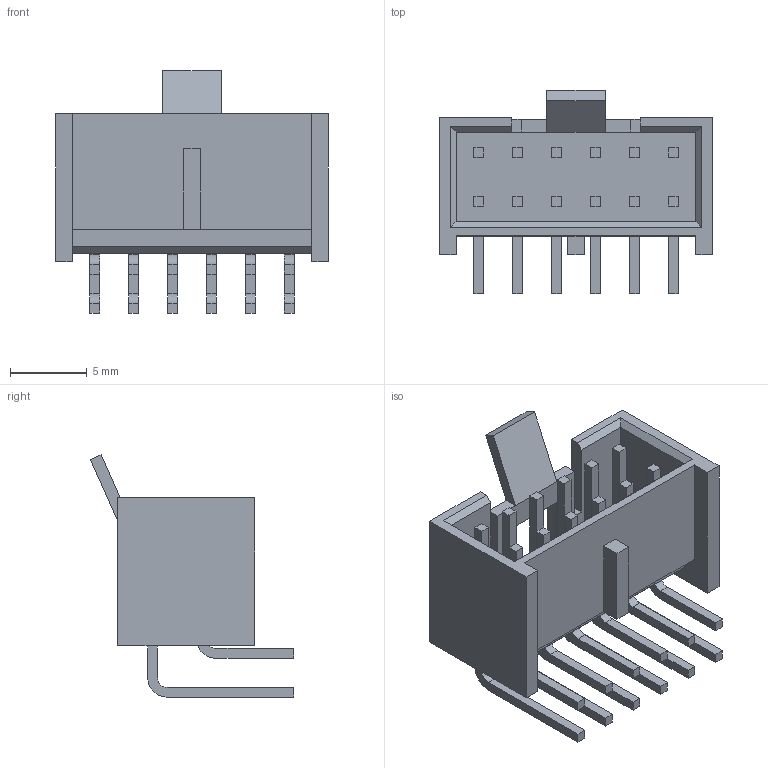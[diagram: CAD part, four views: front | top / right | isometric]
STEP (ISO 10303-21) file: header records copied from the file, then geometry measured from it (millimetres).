
FILE_DESCRIPTION((''),'2;1');
FILE_NAME('C-1888292-5','2014-09-25T',('workeradm'),('Tyco Electronics Ltd.'),'PRO/ENGINEER BY PARAMETRIC TECHNOLOGY CORPORATION, 2014090','PRO/ENGINEER BY PARAMETRIC TECHNOLOGY CORPORATION, 2014090','');
FILE_SCHEMA(('AUTOMOTIVE_DESIGN { 1 0 10303 214 1 1 1 1 }'));
Length unit declared in the file: millimetre
Products named in the file (1): C-1888292-5
Bounding box: 17.78 x 13.28 x 15.81 mm (x, y, z)
Volume: 693.6 mm3; surface area: 1578.7 mm2
Topology: 1 solids, 1 shells, 218 faces, 572 edges, 378 vertices
Faces by surface type: plane 194, cylinder 24
Entity records: 6784 total; most frequent: CARTESIAN_POINT 1170, ORIENTED_EDGE 1144, DIRECTION 1056, EDGE_CURVE 572, VECTOR 524, LINE 524, VERTEX_POINT 378, AXIS2_PLACEMENT_3D 266
